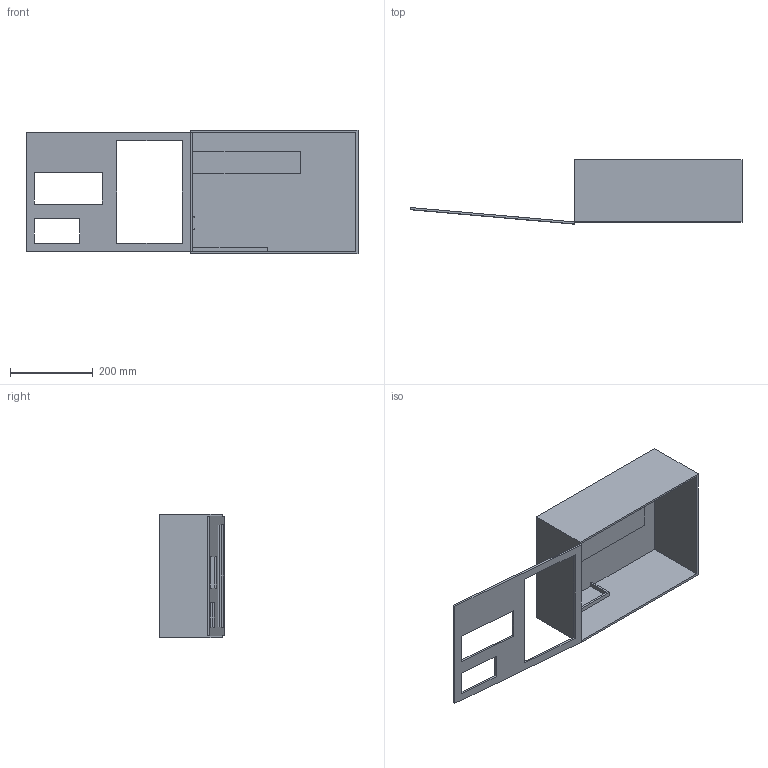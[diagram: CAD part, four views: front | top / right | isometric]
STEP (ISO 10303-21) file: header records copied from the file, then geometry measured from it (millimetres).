
FILE_DESCRIPTION(/* description */ (''),/* implementation_level */ '2;1');
FILE_NAME(/* name */ 'Dispenser.step',/* time_stamp */ '2024-03-20T09:39:15+05:30',/* author */ (''),/* organization */ (''),/* preprocessor_version */ 'ST-DEVELOPER v20',/* originating_system */ 'Autodesk Translation Framework v12.20.1.177',/* authorisation */ '');
FILE_SCHEMA (('AUTOMOTIVE_DESIGN { 1 0 10303 214 3 1 1 }'));
Length unit declared in the file: millimetre
Products named in the file (2): Disprenser; Box
Assembly tree (1 placements, depth 2):
  Disprenser
    Box
Bounding box: 801.92 x 154.98 x 298 mm (x, y, z)
Volume: 2165051.7 mm3; surface area: 857406.3 mm2
Topology: 2 solids, 2 shells, 63 faces, 162 edges, 108 vertices
Faces by surface type: plane 58, cylinder 5
Full cylindrical faces by diameter (mm): 2 x4
Entity records: 1954 total; most frequent: CARTESIAN_POINT 336, ORIENTED_EDGE 324, DIRECTION 304, EDGE_CURVE 162, LINE 152, VECTOR 152, VERTEX_POINT 108, EDGE_LOOP 76
